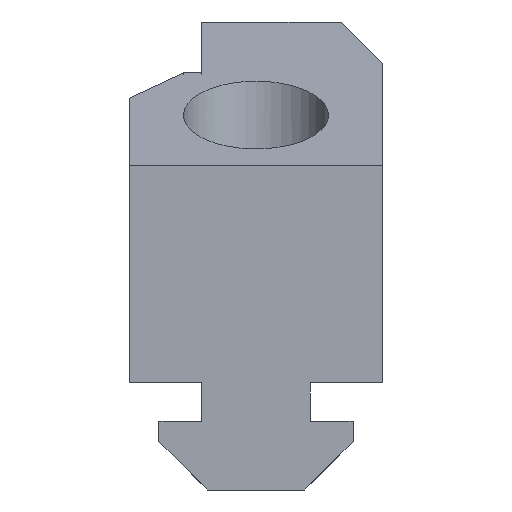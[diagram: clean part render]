
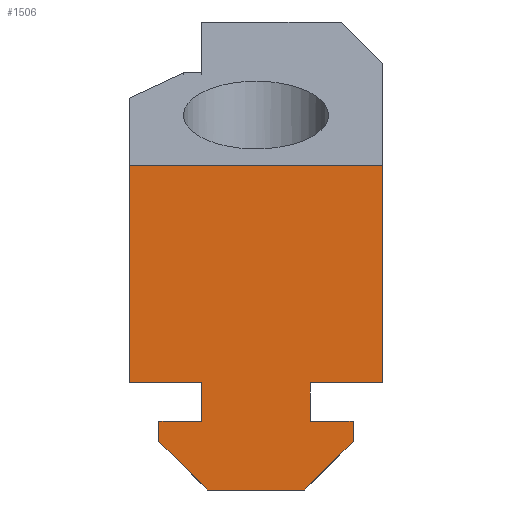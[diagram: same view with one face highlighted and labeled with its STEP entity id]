
A CAD part, left-side view. The second image highlights one B-rep face of the part: STEP entity #1506.
In plain terms, the highlighted planar face has unit normal (-1, 0, 0).
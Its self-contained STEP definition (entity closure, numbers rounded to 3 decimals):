
#104=FACE_OUTER_BOUND('',#187,.T.);
#187=EDGE_LOOP('',(#1229,#1230,#1231,#1232,#1233,#1234,#1235,#1236,#1237,
#1238,#1239,#1240,#1241,#1242));
#227=LINE('',#2061,#422);
#235=LINE('',#2079,#430);
#260=LINE('',#2141,#455);
#306=LINE('',#2253,#501);
#307=LINE('',#2255,#502);
#309=LINE('',#2259,#504);
#312=LINE('',#2270,#507);
#337=LINE('',#2316,#532);
#344=LINE('',#2330,#539);
#359=LINE('',#2359,#554);
#360=LINE('',#2360,#555);
#361=LINE('',#2362,#556);
#362=LINE('',#2364,#557);
#363=LINE('',#2365,#558);
#422=VECTOR('',#1666,10.);
#430=VECTOR('',#1680,10.);
#455=VECTOR('',#1725,10.);
#501=VECTOR('',#1839,10.);
#502=VECTOR('',#1842,10.);
#504=VECTOR('',#1846,10.);
#507=VECTOR('',#1855,10.);
#532=VECTOR('',#1890,10.);
#539=VECTOR('',#1901,10.);
#554=VECTOR('',#1924,10.);
#555=VECTOR('',#1925,10.);
#556=VECTOR('',#1926,10.);
#557=VECTOR('',#1927,10.);
#558=VECTOR('',#1928,10.);
#615=VERTEX_POINT('',#2058);
#616=VERTEX_POINT('',#2060);
#623=VERTEX_POINT('',#2078);
#649=VERTEX_POINT('',#2138);
#650=VERTEX_POINT('',#2140);
#682=VERTEX_POINT('',#2251);
#683=VERTEX_POINT('',#2257);
#687=VERTEX_POINT('',#2267);
#688=VERTEX_POINT('',#2269);
#704=VERTEX_POINT('',#2314);
#709=VERTEX_POINT('',#2328);
#719=VERTEX_POINT('',#2358);
#720=VERTEX_POINT('',#2361);
#721=VERTEX_POINT('',#2363);
#756=EDGE_CURVE('',#616,#615,#227,.T.);
#765=EDGE_CURVE('',#623,#616,#235,.T.);
#796=EDGE_CURVE('',#649,#650,#260,.T.);
#853=EDGE_CURVE('',#682,#615,#306,.T.);
#854=EDGE_CURVE('',#682,#650,#307,.T.);
#856=EDGE_CURVE('',#683,#623,#309,.T.);
#860=EDGE_CURVE('',#687,#688,#312,.T.);
#885=EDGE_CURVE('',#704,#687,#337,.T.);
#892=EDGE_CURVE('',#709,#704,#344,.T.);
#907=EDGE_CURVE('',#719,#649,#359,.T.);
#908=EDGE_CURVE('',#719,#688,#360,.T.);
#909=EDGE_CURVE('',#720,#709,#361,.T.);
#910=EDGE_CURVE('',#721,#720,#362,.T.);
#911=EDGE_CURVE('',#721,#683,#363,.T.);
#1229=ORIENTED_EDGE('',*,*,#756,.T.);
#1230=ORIENTED_EDGE('',*,*,#853,.F.);
#1231=ORIENTED_EDGE('',*,*,#854,.T.);
#1232=ORIENTED_EDGE('',*,*,#796,.F.);
#1233=ORIENTED_EDGE('',*,*,#907,.F.);
#1234=ORIENTED_EDGE('',*,*,#908,.T.);
#1235=ORIENTED_EDGE('',*,*,#860,.F.);
#1236=ORIENTED_EDGE('',*,*,#885,.F.);
#1237=ORIENTED_EDGE('',*,*,#892,.F.);
#1238=ORIENTED_EDGE('',*,*,#909,.F.);
#1239=ORIENTED_EDGE('',*,*,#910,.F.);
#1240=ORIENTED_EDGE('',*,*,#911,.T.);
#1241=ORIENTED_EDGE('',*,*,#856,.T.);
#1242=ORIENTED_EDGE('',*,*,#765,.T.);
#1432=PLANE('',#1618);
#1506=ADVANCED_FACE('',(#104),#1432,.T.);
#1618=AXIS2_PLACEMENT_3D('',#2357,#1922,#1923);
#1666=DIRECTION('',(0.,1.,0.));
#1680=DIRECTION('',(0.,0.,1.));
#1725=DIRECTION('',(0.,0.,1.));
#1839=DIRECTION('',(0.,0.,1.));
#1842=DIRECTION('',(0.,-1.,0.));
#1846=DIRECTION('',(0.,-1.,0.));
#1855=DIRECTION('',(0.,0.707,0.707));
#1890=DIRECTION('',(0.,1.,0.));
#1901=DIRECTION('',(0.,0.707,-0.707));
#1922=DIRECTION('center_axis',(-1.,0.,0.));
#1923=DIRECTION('ref_axis',(0.,1.,0.));
#1924=DIRECTION('',(0.,-1.,0.));
#1925=DIRECTION('',(0.,0.,-1.));
#1926=DIRECTION('',(0.,0.,-1.));
#1927=DIRECTION('',(0.,-1.,0.));
#1928=DIRECTION('',(0.,0.,1.));
#2058=CARTESIAN_POINT('',(0.,12.35,14.071));
#2060=CARTESIAN_POINT('',(0.,-1.65,14.071));
#2061=CARTESIAN_POINT('',(0.,-0.825,14.071));
#2078=CARTESIAN_POINT('',(0.,-1.65,2.1));
#2079=CARTESIAN_POINT('',(0.,-1.65,2.1));
#2138=CARTESIAN_POINT('',(0.,8.35,0.));
#2140=CARTESIAN_POINT('',(0.,8.35,2.1));
#2141=CARTESIAN_POINT('',(0.,8.35,0.));
#2251=CARTESIAN_POINT('',(0.,12.35,2.1));
#2253=CARTESIAN_POINT('',(0.,12.35,2.1));
#2255=CARTESIAN_POINT('',(0.,10.7,2.1));
#2257=CARTESIAN_POINT('',(0.,2.35,2.1));
#2259=CARTESIAN_POINT('',(0.,10.7,2.1));
#2267=CARTESIAN_POINT('',(0.,8.04,-3.8));
#2269=CARTESIAN_POINT('',(0.,10.7,-1.14));
#2270=CARTESIAN_POINT('',(0.,7.645,-4.195));
#2314=CARTESIAN_POINT('',(0.,2.66,-3.8));
#2316=CARTESIAN_POINT('',(0.,10.7,-3.8));
#2328=CARTESIAN_POINT('',(0.,0.,-1.14));
#2330=CARTESIAN_POINT('',(0.,0.38,-1.52));
#2357=CARTESIAN_POINT('Origin',(0.,0.,0.));
#2358=CARTESIAN_POINT('',(0.,10.7,0.));
#2359=CARTESIAN_POINT('',(0.,10.7,0.));
#2360=CARTESIAN_POINT('',(0.,10.7,0.));
#2361=CARTESIAN_POINT('',(0.,0.,0.));
#2362=CARTESIAN_POINT('',(0.,0.,0.));
#2363=CARTESIAN_POINT('',(0.,2.35,0.));
#2364=CARTESIAN_POINT('',(0.,10.7,0.));
#2365=CARTESIAN_POINT('',(0.,2.35,0.));
